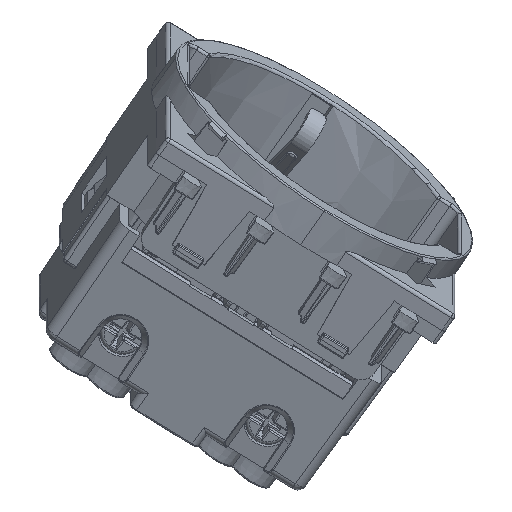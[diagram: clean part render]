
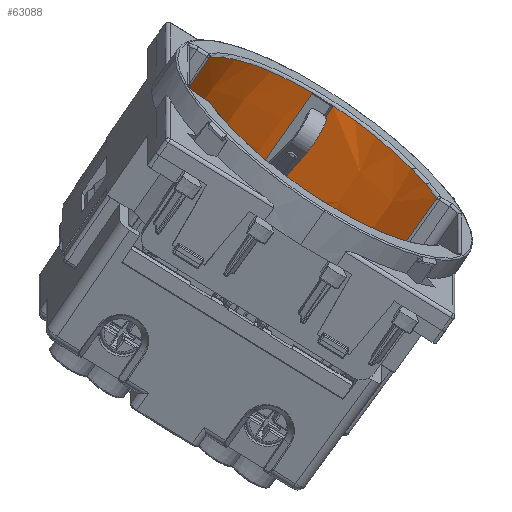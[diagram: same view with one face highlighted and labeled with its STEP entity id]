
A CAD part, front view. The second image highlights one B-rep face of the part: STEP entity #63088.
In plain terms, the highlighted conical face has half-angle 1 degrees and reference radius 19.5 mm.
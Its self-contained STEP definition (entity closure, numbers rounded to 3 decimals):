
#60844=CARTESIAN_POINT('Axis2P3D Location',(0.,0.,8.6)) ;
#60848=CARTESIAN_POINT('Vertex',(-1.6,19.706,8.6)) ;
#60850=CARTESIAN_POINT('Vertex',(0.,19.771,8.6)) ;
#60871=CARTESIAN_POINT('Vertex',(1.6,19.706,8.6)) ;
#60874=CARTESIAN_POINT('Axis2P3D Location',(0.,0.,8.6)) ;
#61708=CARTESIAN_POINT('Vertex',(-17.635,8.941,8.707)) ;
#61711=CARTESIAN_POINT('Axis2P3D Location',(0.,0.,8.707)) ;
#61715=CARTESIAN_POINT('Vertex',(17.635,8.941,8.707)) ;
#63030=CARTESIAN_POINT('Axis2P3D Location',(0.,0.,-6.9)) ;
#63035=CARTESIAN_POINT('Axis2P3D Location',(0.,0.,-6.409)) ;
#63039=CARTESIAN_POINT('Vertex',(1.731,19.432,-6.409)) ;
#63041=CARTESIAN_POINT('Vertex',(17.471,8.681,-6.409)) ;
#63045=CARTESIAN_POINT('Control Point',(17.471,8.681,-6.409)) ;
#63046=CARTESIAN_POINT('Control Point',(17.526,8.768,-1.37)) ;
#63047=CARTESIAN_POINT('Control Point',(17.581,8.855,3.668)) ;
#63048=CARTESIAN_POINT('Control Point',(17.635,8.941,8.707)) ;
#63051=CARTESIAN_POINT('Control Point',(-17.471,8.681,-6.409)) ;
#63052=CARTESIAN_POINT('Control Point',(-17.526,8.768,-1.37)) ;
#63053=CARTESIAN_POINT('Control Point',(-17.581,8.855,3.668)) ;
#63054=CARTESIAN_POINT('Control Point',(-17.635,8.941,8.707)) ;
#63055=CARTESIAN_POINT('Vertex',(-17.471,8.681,-6.409)) ;
#63058=CARTESIAN_POINT('Axis2P3D Location',(0.,0.,-6.409)) ;
#63062=CARTESIAN_POINT('Vertex',(-1.731,19.432,-6.409)) ;
#63066=CARTESIAN_POINT('Control Point',(-1.731,19.432,-6.409)) ;
#63067=CARTESIAN_POINT('Control Point',(-1.687,19.523,-1.406)) ;
#63068=CARTESIAN_POINT('Control Point',(-1.644,19.615,3.597)) ;
#63069=CARTESIAN_POINT('Control Point',(-1.6,19.706,8.6)) ;
#63072=CARTESIAN_POINT('Control Point',(1.731,19.432,-6.409)) ;
#63073=CARTESIAN_POINT('Control Point',(1.687,19.523,-1.406)) ;
#63074=CARTESIAN_POINT('Control Point',(1.644,19.615,3.597)) ;
#63075=CARTESIAN_POINT('Control Point',(1.6,19.706,8.6)) ;
#60845=DIRECTION('Axis2P3D Direction',(-0.,0.,1.)) ;
#60875=DIRECTION('Axis2P3D Direction',(-0.,0.,1.)) ;
#61712=DIRECTION('Axis2P3D Direction',(0.,0.,1.)) ;
#63031=DIRECTION('Axis2P3D Direction',(0.,0.,1.)) ;
#63032=DIRECTION('Axis2P3D XDirection',(-0.532,-0.847,0.)) ;
#63036=DIRECTION('Axis2P3D Direction',(0.,0.,1.)) ;
#63059=DIRECTION('Axis2P3D Direction',(0.,0.,1.)) ;
#60846=AXIS2_PLACEMENT_3D('Circle Axis2P3D',#60844,#60845,$) ;
#60876=AXIS2_PLACEMENT_3D('Circle Axis2P3D',#60874,#60875,$) ;
#61713=AXIS2_PLACEMENT_3D('Circle Axis2P3D',#61711,#61712,$) ;
#63033=AXIS2_PLACEMENT_3D('Cone Axis2P3D',#63030,#63031,#63032) ;
#63037=AXIS2_PLACEMENT_3D('Circle Axis2P3D',#63035,#63036,$) ;
#63060=AXIS2_PLACEMENT_3D('Circle Axis2P3D',#63058,#63059,$) ;
#63078=ORIENTED_EDGE('',*,*,#63043,.T.) ;
#63079=ORIENTED_EDGE('',*,*,#63049,.F.) ;
#63080=ORIENTED_EDGE('',*,*,#61717,.T.) ;
#63081=ORIENTED_EDGE('',*,*,#63057,.T.) ;
#63082=ORIENTED_EDGE('',*,*,#63064,.F.) ;
#63083=ORIENTED_EDGE('',*,*,#63070,.T.) ;
#63084=ORIENTED_EDGE('',*,*,#60852,.T.) ;
#63085=ORIENTED_EDGE('',*,*,#60878,.F.) ;
#63086=ORIENTED_EDGE('',*,*,#63076,.F.) ;
#63088=ADVANCED_FACE('PartBody',(#63087),#63034,.F.) ;
#63044=B_SPLINE_CURVE_WITH_KNOTS('',3,(#63045,#63046,#63047,#63048),.UNSPECIFIED.,.F.,.U.,(4,4),(5.224,26.606),.UNSPECIFIED.) ;
#63050=B_SPLINE_CURVE_WITH_KNOTS('',3,(#63051,#63052,#63053,#63054),.UNSPECIFIED.,.F.,.U.,(4,4),(5.224,26.606),.UNSPECIFIED.) ;
#63065=B_SPLINE_CURVE_WITH_KNOTS('',3,(#63066,#63067,#63068,#63069),.UNSPECIFIED.,.F.,.U.,(4,4),(0.695,21.925),.UNSPECIFIED.) ;
#63071=B_SPLINE_CURVE_WITH_KNOTS('',3,(#63072,#63073,#63074,#63075),.UNSPECIFIED.,.F.,.U.,(4,4),(0.695,21.925),.UNSPECIFIED.) ;
#60847=CIRCLE('generated circle',#60846,19.771) ;
#60877=CIRCLE('generated circle',#60876,19.771) ;
#61714=CIRCLE('generated circle',#61713,19.772) ;
#63038=CIRCLE('generated circle',#63037,19.509) ;
#63061=CIRCLE('generated circle',#63060,19.509) ;
#63034=CONICAL_SURFACE('Cone',#63033,19.5,0.017) ;
#60852=EDGE_CURVE('',#60849,#60851,#60847,.F.) ;
#60878=EDGE_CURVE('',#60872,#60851,#60877,.T.) ;
#61717=EDGE_CURVE('',#61716,#61709,#61714,.T.) ;
#63043=EDGE_CURVE('',#63040,#63042,#63038,.F.) ;
#63049=EDGE_CURVE('',#61716,#63042,#63044,.F.) ;
#63057=EDGE_CURVE('',#61709,#63056,#63050,.F.) ;
#63064=EDGE_CURVE('',#63063,#63056,#63061,.T.) ;
#63070=EDGE_CURVE('',#63063,#60849,#63065,.T.) ;
#63076=EDGE_CURVE('',#63040,#60872,#63071,.T.) ;
#63077=EDGE_LOOP('',(#63078,#63079,#63080,#63081,#63082,#63083,#63084,#63085,#63086)) ;
#63087=FACE_OUTER_BOUND('',#63077,.T.) ;
#60849=VERTEX_POINT('',#60848) ;
#60851=VERTEX_POINT('',#60850) ;
#60872=VERTEX_POINT('',#60871) ;
#61709=VERTEX_POINT('',#61708) ;
#61716=VERTEX_POINT('',#61715) ;
#63040=VERTEX_POINT('',#63039) ;
#63042=VERTEX_POINT('',#63041) ;
#63056=VERTEX_POINT('',#63055) ;
#63063=VERTEX_POINT('',#63062) ;
